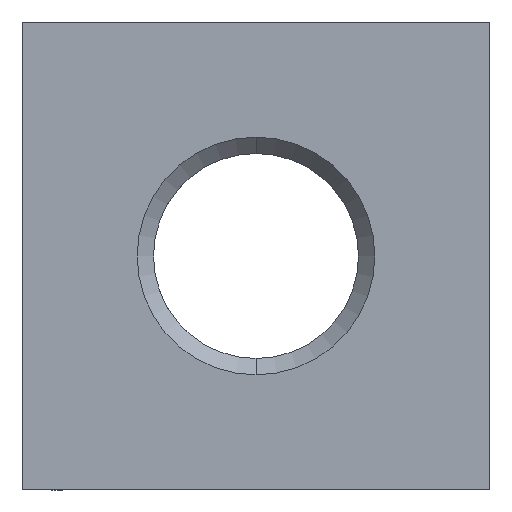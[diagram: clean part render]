
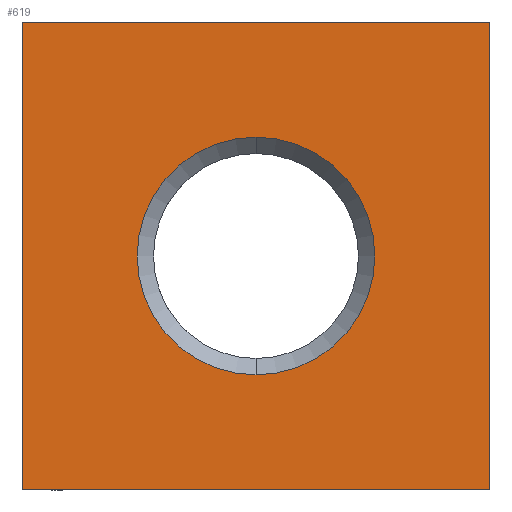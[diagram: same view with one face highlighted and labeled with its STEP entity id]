
A CAD part, left-side view. The second image highlights one B-rep face of the part: STEP entity #619.
In plain terms, the highlighted planar face has unit normal (-1, 0, 0).
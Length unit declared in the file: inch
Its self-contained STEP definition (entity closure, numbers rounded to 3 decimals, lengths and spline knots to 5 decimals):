
#6 = DIRECTION ( 'NONE',  ( 0., 1., 0. ) ) ;
#78 = LINE ( 'NONE', #648, #1768 ) ;
#138 = CARTESIAN_POINT ( 'NONE',  ( -7.75, -0.5, -0.5 ) ) ;
#256 = DIRECTION ( 'NONE',  ( 0., 0., 1. ) ) ;
#322 = EDGE_CURVE ( 'NONE', #1615, #757, #706, .T. ) ;
#382 = DIRECTION ( 'NONE',  ( -1., 0., 0. ) ) ;
#437 = VERTEX_POINT ( 'NONE', #138 ) ;
#486 = EDGE_CURVE ( 'NONE', #437, #1060, #78, .T. ) ;
#551 = ORIENTED_EDGE ( 'NONE', *, *, #980, .F. ) ;
#584 = VERTEX_POINT ( 'NONE', #2093 ) ;
#619 = ADVANCED_FACE ( 'NONE', ( #1496, #776 ), #2343, .T. ) ;
#648 = CARTESIAN_POINT ( 'NONE',  ( -7.75, -0.5, -0.5 ) ) ;
#706 = CIRCLE ( 'NONE', #2121, 0.254 ) ;
#713 = DIRECTION ( 'NONE',  ( 1., 0., 0. ) ) ;
#757 = VERTEX_POINT ( 'NONE', #2172 ) ;
#776 = FACE_OUTER_BOUND ( 'NONE', #1159, .T. ) ;
#803 = CARTESIAN_POINT ( 'NONE',  ( -7.75, 0., -0.254 ) ) ;
#866 = DIRECTION ( 'NONE',  ( 0., 0., -1. ) ) ;
#924 = ORIENTED_EDGE ( 'NONE', *, *, #322, .T. ) ;
#958 = DIRECTION ( 'NONE',  ( 0., 0., 1. ) ) ;
#980 = EDGE_CURVE ( 'NONE', #1321, #584, #2428, .T. ) ;
#1005 = LINE ( 'NONE', #2022, #1956 ) ;
#1060 = VERTEX_POINT ( 'NONE', #1555 ) ;
#1100 = VECTOR ( 'NONE', #866, 39.37008 ) ;
#1152 = DIRECTION ( 'NONE',  ( 0., -1., 0. ) ) ;
#1159 = EDGE_LOOP ( 'NONE', ( #1192, #551, #1710, #1420 ) ) ;
#1192 = ORIENTED_EDGE ( 'NONE', *, *, #2422, .F. ) ;
#1223 = CIRCLE ( 'NONE', #2324, 0.254 ) ;
#1227 = EDGE_CURVE ( 'NONE', #757, #1615, #1223, .T. ) ;
#1321 = VERTEX_POINT ( 'NONE', #2310 ) ;
#1331 = ORIENTED_EDGE ( 'NONE', *, *, #1227, .T. ) ;
#1381 = CARTESIAN_POINT ( 'NONE',  ( -7.75, 0.5, 0.5 ) ) ;
#1420 = ORIENTED_EDGE ( 'NONE', *, *, #486, .F. ) ;
#1496 = FACE_BOUND ( 'NONE', #2114, .T. ) ;
#1555 = CARTESIAN_POINT ( 'NONE',  ( -7.75, 0.5, -0.5 ) ) ;
#1565 = CARTESIAN_POINT ( 'NONE',  ( -7.75, -0.5, 0.5 ) ) ;
#1615 = VERTEX_POINT ( 'NONE', #803 ) ;
#1643 = VECTOR ( 'NONE', #1152, 39.37008 ) ;
#1692 = CARTESIAN_POINT ( 'NONE',  ( -7.75, -0.5, 0.5 ) ) ;
#1710 = ORIENTED_EDGE ( 'NONE', *, *, #1961, .F. ) ;
#1768 = VECTOR ( 'NONE', #6, 39.37008 ) ;
#1956 = VECTOR ( 'NONE', #958, 39.37008 ) ;
#1961 = EDGE_CURVE ( 'NONE', #1060, #1321, #1005, .T. ) ;
#2009 = CARTESIAN_POINT ( 'NONE',  ( -7.75, 0., 0. ) ) ;
#2022 = CARTESIAN_POINT ( 'NONE',  ( -7.75, 0.5, -0.5 ) ) ;
#2028 = CARTESIAN_POINT ( 'NONE',  ( -7.75, 0., 0. ) ) ;
#2093 = CARTESIAN_POINT ( 'NONE',  ( -7.75, -0.5, 0.5 ) ) ;
#2114 = EDGE_LOOP ( 'NONE', ( #1331, #924 ) ) ;
#2116 = DIRECTION ( 'NONE',  ( 0., 0., 1. ) ) ;
#2121 = AXIS2_PLACEMENT_3D ( 'NONE', #2028, #713, #256 ) ;
#2172 = CARTESIAN_POINT ( 'NONE',  ( -7.75, 0., 0.254 ) ) ;
#2202 = AXIS2_PLACEMENT_3D ( 'NONE', #1692, #382, #2116 ) ;
#2257 = DIRECTION ( 'NONE',  ( 1., 0., 0. ) ) ;
#2310 = CARTESIAN_POINT ( 'NONE',  ( -7.75, 0.5, 0.5 ) ) ;
#2324 = AXIS2_PLACEMENT_3D ( 'NONE', #2009, #2257, #2485 ) ;
#2343 = PLANE ( 'NONE',  #2202 ) ;
#2417 = LINE ( 'NONE', #1565, #1100 ) ;
#2422 = EDGE_CURVE ( 'NONE', #584, #437, #2417, .T. ) ;
#2428 = LINE ( 'NONE', #1381, #1643 ) ;
#2485 = DIRECTION ( 'NONE',  ( 0., 0., 1. ) ) ;
